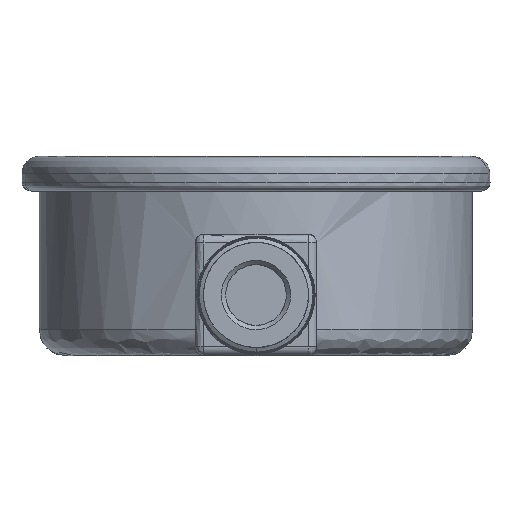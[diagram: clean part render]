
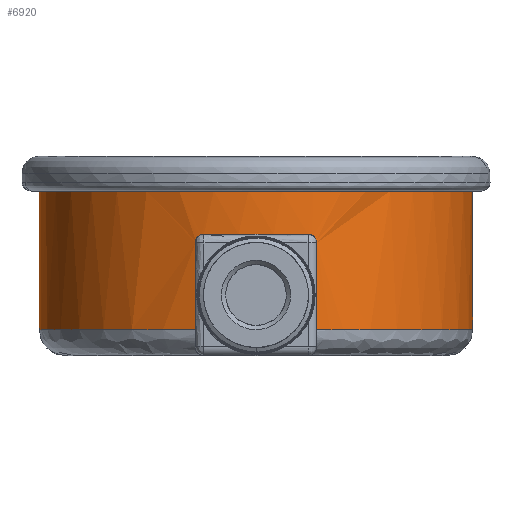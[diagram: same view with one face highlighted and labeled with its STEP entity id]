
A CAD part, front view. The second image highlights one B-rep face of the part: STEP entity #6920.
In plain terms, the highlighted free-form (B-spline) face has degree [2, 1] with [9, 2] control points.
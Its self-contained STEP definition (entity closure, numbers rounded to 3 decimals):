
#6405 = EDGE_CURVE('',#6406,#6408,#6410,.T.);
#6406 = VERTEX_POINT('',#6407);
#6407 = CARTESIAN_POINT('',(5.256,-21.262,
    12.265));
#6408 = VERTEX_POINT('',#6409);
#6409 = CARTESIAN_POINT('',(6.132,-21.026,
    11.389));
#6410 = B_SPLINE_CURVE_WITH_KNOTS('',3,(#6411,#6412,#6413,#6414,#6415,
    #6416,#6417,#6418,#6419,#6420),.UNSPECIFIED.,.F.,.F.,(4,2,2,2,4),(
    0.153,0.192,0.231,0.268,
    0.306),.UNSPECIFIED.);
#6411 = CARTESIAN_POINT('',(5.256,-21.262,
    12.265));
#6412 = CARTESIAN_POINT('',(5.367,-21.234,
    12.265));
#6413 = CARTESIAN_POINT('',(5.485,-21.204,
    12.243));
#6414 = CARTESIAN_POINT('',(5.702,-21.147,12.152
    ));
#6415 = CARTESIAN_POINT('',(5.802,-21.12,
    12.084));
#6416 = CARTESIAN_POINT('',(5.956,-21.077,
    11.927));
#6417 = CARTESIAN_POINT('',(6.022,-21.058,
    11.83));
#6418 = CARTESIAN_POINT('',(6.111,-21.032,
    11.616));
#6419 = CARTESIAN_POINT('',(6.132,-21.026,
    11.499));
#6420 = CARTESIAN_POINT('',(6.132,-21.026,
    11.389));
#6507 = EDGE_CURVE('',#6508,#6510,#6512,.T.);
#6508 = VERTEX_POINT('',#6509);
#6509 = CARTESIAN_POINT('',(-6.132,-21.026,
    11.389));
#6510 = VERTEX_POINT('',#6511);
#6511 = CARTESIAN_POINT('',(-5.256,-21.262,
    12.265));
#6512 = B_SPLINE_CURVE_WITH_KNOTS('',3,(#6513,#6514,#6515,#6516,#6517,
    #6518,#6519,#6520,#6521,#6522),.UNSPECIFIED.,.F.,.F.,(4,2,2,2,4),(
    0.306,0.344,0.381,0.42,
    0.459),.UNSPECIFIED.);
#6513 = CARTESIAN_POINT('',(-6.132,-21.026,
    11.389));
#6514 = CARTESIAN_POINT('',(-6.132,-21.026,
    11.499));
#6515 = CARTESIAN_POINT('',(-6.111,-21.032,
    11.616));
#6516 = CARTESIAN_POINT('',(-6.022,-21.058,
    11.83));
#6517 = CARTESIAN_POINT('',(-5.956,-21.077,
    11.927));
#6518 = CARTESIAN_POINT('',(-5.802,-21.12,
    12.084));
#6519 = CARTESIAN_POINT('',(-5.702,-21.147,
    12.152));
#6520 = CARTESIAN_POINT('',(-5.485,-21.204,
    12.243));
#6521 = CARTESIAN_POINT('',(-5.367,-21.234,
    12.265));
#6522 = CARTESIAN_POINT('',(-5.256,-21.262,
    12.265));
#6569 = EDGE_CURVE('',#6570,#6508,#6572,.T.);
#6570 = VERTEX_POINT('',#6571);
#6571 = CARTESIAN_POINT('',(-6.132,-21.026,
    2.628));
#6572 = B_SPLINE_CURVE_WITH_KNOTS('',1,(#6573,#6574),.UNSPECIFIED.,.F.,
  .F.,(2,2),(3.,13.),.PIECEWISE_BEZIER_KNOTS.);
#6573 = CARTESIAN_POINT('',(-6.132,-21.026,
    2.628));
#6574 = CARTESIAN_POINT('',(-6.132,-21.026,
    11.389));
#6724 = EDGE_CURVE('',#6725,#6725,#6727,.T.);
#6725 = VERTEX_POINT('',#6726);
#6726 = CARTESIAN_POINT('',(-21.902,0.,
    16.645));
#6727 = ( BOUNDED_CURVE() B_SPLINE_CURVE(2,(#6728,#6729,#6730,#6731,
#6732,#6733,#6734),.UNSPECIFIED.,.T.,.F.) B_SPLINE_CURVE_WITH_KNOTS((3,2
    ,2,3),(3.142,5.236,7.33,9.425),
.PIECEWISE_BEZIER_KNOTS.) CURVE() GEOMETRIC_REPRESENTATION_ITEM() 
RATIONAL_B_SPLINE_CURVE((1.,0.5,1.,0.5,1.,0.5,1.)) REPRESENTATION_ITEM(
  '') );
#6728 = CARTESIAN_POINT('',(-21.902,0.,
    16.645));
#6729 = CARTESIAN_POINT('',(-21.902,37.935,
    16.645));
#6730 = CARTESIAN_POINT('',(10.951,18.967,
    16.645));
#6731 = CARTESIAN_POINT('',(43.804,0.,
    16.645));
#6732 = CARTESIAN_POINT('',(10.951,-18.967,
    16.645));
#6733 = CARTESIAN_POINT('',(-21.902,-37.935,
    16.645));
#6734 = CARTESIAN_POINT('',(-21.902,0.,
    16.645));
#6804 = VERTEX_POINT('',#6805);
#6805 = CARTESIAN_POINT('',(6.132,-21.026,
    2.628));
#6818 = EDGE_CURVE('',#6570,#6819,#6821,.T.);
#6819 = VERTEX_POINT('',#6820);
#6820 = CARTESIAN_POINT('',(-21.902,0.,
    2.628));
#6821 = ( BOUNDED_CURVE() B_SPLINE_CURVE(2,(#6822,#6823,#6824),
.UNSPECIFIED.,.F.,.F.) B_SPLINE_CURVE_WITH_KNOTS((3,3),(3.425,
4.712),.PIECEWISE_BEZIER_KNOTS.) CURVE() 
GEOMETRIC_REPRESENTATION_ITEM() RATIONAL_B_SPLINE_CURVE((1.,0.8,1.)) 
REPRESENTATION_ITEM('') );
#6822 = CARTESIAN_POINT('',(-6.132,-21.026,
    2.628));
#6823 = CARTESIAN_POINT('',(-21.902,-16.426,
    2.628));
#6824 = CARTESIAN_POINT('',(-21.902,0.,
    2.628));
#6826 = EDGE_CURVE('',#6819,#6804,#6827,.T.);
#6827 = ( BOUNDED_CURVE() B_SPLINE_CURVE(2,(#6828,#6829,#6830,#6831,
#6832),.UNSPECIFIED.,.F.,.F.) B_SPLINE_CURVE_WITH_KNOTS((3,2,3),(
    4.712,6.927,9.141),
.PIECEWISE_BEZIER_KNOTS.) CURVE() GEOMETRIC_REPRESENTATION_ITEM() 
RATIONAL_B_SPLINE_CURVE((1.,0.447,1.,0.447,1.)) 
REPRESENTATION_ITEM('') );
#6828 = CARTESIAN_POINT('',(-21.902,0.,
    2.628));
#6829 = CARTESIAN_POINT('',(-21.902,43.804,
    2.628));
#6830 = CARTESIAN_POINT('',(13.141,17.521,
    2.628));
#6831 = CARTESIAN_POINT('',(48.184,-8.761,
    2.628));
#6832 = CARTESIAN_POINT('',(6.132,-21.026,
    2.628));
#6861 = EDGE_CURVE('',#6408,#6804,#6862,.T.);
#6862 = B_SPLINE_CURVE_WITH_KNOTS('',1,(#6863,#6864),.UNSPECIFIED.,.F.,
  .F.,(2,2),(-13.,-3.),.PIECEWISE_BEZIER_KNOTS.);
#6863 = CARTESIAN_POINT('',(6.132,-21.026,
    11.389));
#6864 = CARTESIAN_POINT('',(6.132,-21.026,
    2.628));
#6877 = EDGE_CURVE('',#6510,#6406,#6878,.T.);
#6878 = ( BOUNDED_CURVE() B_SPLINE_CURVE(2,(#6879,#6880,#6881),
.UNSPECIFIED.,.F.,.F.) B_SPLINE_CURVE_WITH_KNOTS((3,3),(4.47,
4.955),.PIECEWISE_BEZIER_KNOTS.) CURVE() 
GEOMETRIC_REPRESENTATION_ITEM() RATIONAL_B_SPLINE_CURVE((1.,
0.971,1.)) REPRESENTATION_ITEM('') );
#6879 = CARTESIAN_POINT('',(-5.256,-21.262,
    12.265));
#6880 = CARTESIAN_POINT('',(0.,-22.561,
    12.265));
#6881 = CARTESIAN_POINT('',(5.256,-21.262,
    12.265));
#6920 = ADVANCED_FACE('',(#6921),#6937,.T.);
#6921 = FACE_BOUND('',#6922,.T.);
#6922 = EDGE_LOOP('',(#6923,#6924,#6929,#6930,#6931,#6932,#6933,#6934,
    #6935,#6936));
#6923 = ORIENTED_EDGE('',*,*,#6724,.T.);
#6924 = ORIENTED_EDGE('',*,*,#6925,.T.);
#6925 = EDGE_CURVE('',#6725,#6819,#6926,.T.);
#6926 = B_SPLINE_CURVE_WITH_KNOTS('',1,(#6927,#6928),.UNSPECIFIED.,.F.,
  .F.,(2,2),(-19.,-3.),.PIECEWISE_BEZIER_KNOTS.);
#6927 = CARTESIAN_POINT('',(-21.902,0.,
    16.645));
#6928 = CARTESIAN_POINT('',(-21.902,0.,
    2.628));
#6929 = ORIENTED_EDGE('',*,*,#6818,.F.);
#6930 = ORIENTED_EDGE('',*,*,#6569,.T.);
#6931 = ORIENTED_EDGE('',*,*,#6507,.T.);
#6932 = ORIENTED_EDGE('',*,*,#6877,.T.);
#6933 = ORIENTED_EDGE('',*,*,#6405,.T.);
#6934 = ORIENTED_EDGE('',*,*,#6861,.T.);
#6935 = ORIENTED_EDGE('',*,*,#6826,.F.);
#6936 = ORIENTED_EDGE('',*,*,#6925,.F.);
#6937 = ( BOUNDED_SURFACE() B_SPLINE_SURFACE(2,1,(
    (#6938,#6939)
    ,(#6940,#6941)
    ,(#6942,#6943)
    ,(#6944,#6945)
    ,(#6946,#6947)
    ,(#6948,#6949)
    ,(#6950,#6951)
    ,(#6952,#6953)
    ,(#6954,#6955
)),.UNSPECIFIED.,.T.,.F.,.F.) B_SPLINE_SURFACE_WITH_KNOTS((3,2,2,2,3),(2
    ,2),(-3.142,-2.094,0.,2.094,3.142)
,(3.,19.),.UNSPECIFIED.) GEOMETRIC_REPRESENTATION_ITEM() 
RATIONAL_B_SPLINE_SURFACE((
    (0.75,0.75)
    ,(0.75,0.75)
    ,(1.,1.)
    ,(0.5,0.5)
    ,(1.,1.)
    ,(0.5,0.5)
    ,(1.,1.)
    ,(0.75,0.75)
,(0.75,0.75))) REPRESENTATION_ITEM('') SURFACE() );
#6938 = CARTESIAN_POINT('',(-21.902,0.,
    2.628));
#6939 = CARTESIAN_POINT('',(-21.902,0.,
    16.645));
#6940 = CARTESIAN_POINT('',(-21.902,-12.645,
    2.628));
#6941 = CARTESIAN_POINT('',(-21.902,-12.645,
    16.645));
#6942 = CARTESIAN_POINT('',(-10.951,-18.967,
    2.628));
#6943 = CARTESIAN_POINT('',(-10.951,-18.967,
    16.645));
#6944 = CARTESIAN_POINT('',(21.902,-37.935,2.628
    ));
#6945 = CARTESIAN_POINT('',(21.902,-37.935,
    16.645));
#6946 = CARTESIAN_POINT('',(21.902,0.,2.628));
#6947 = CARTESIAN_POINT('',(21.902,0.,16.645));
#6948 = CARTESIAN_POINT('',(21.902,37.935,
    2.628));
#6949 = CARTESIAN_POINT('',(21.902,37.935,
    16.645));
#6950 = CARTESIAN_POINT('',(-10.951,18.967,
    2.628));
#6951 = CARTESIAN_POINT('',(-10.951,18.967,
    16.645));
#6952 = CARTESIAN_POINT('',(-21.902,12.645,
    2.628));
#6953 = CARTESIAN_POINT('',(-21.902,12.645,
    16.645));
#6954 = CARTESIAN_POINT('',(-21.902,0.,
    2.628));
#6955 = CARTESIAN_POINT('',(-21.902,0.,
    16.645));
